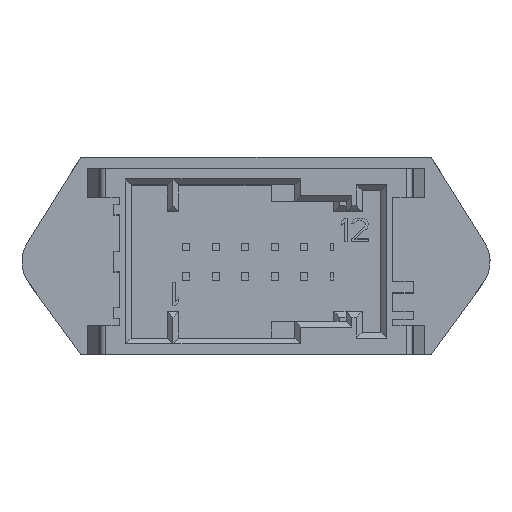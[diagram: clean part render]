
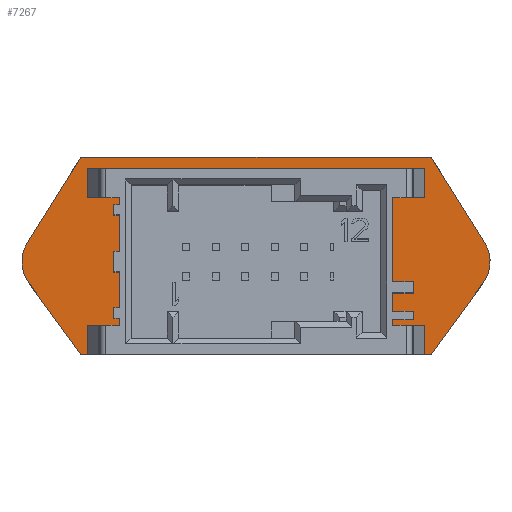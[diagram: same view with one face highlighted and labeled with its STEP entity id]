
A CAD part, top view. The second image highlights one B-rep face of the part: STEP entity #7267.
In plain terms, the highlighted planar face has unit normal (0, 0, 1).
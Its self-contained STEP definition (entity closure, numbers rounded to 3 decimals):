
#314=DIRECTION('',(0.,1.,0.));
#315=VECTOR('',#314,3.);
#316=CARTESIAN_POINT('',(11.4,-8.,-14.3));
#317=LINE('',#316,#315);
#334=DIRECTION('',(0.,1.,0.));
#335=VECTOR('',#334,1.6);
#336=CARTESIAN_POINT('',(11.4,-4.3,-14.3));
#337=LINE('',#336,#335);
#354=DIRECTION('',(0.,1.,0.));
#355=VECTOR('',#354,9.75);
#356=CARTESIAN_POINT('',(11.4,-1.75,-14.3));
#357=LINE('',#356,#355);
#362=DIRECTION('',(1.,0.,0.));
#363=VECTOR('',#362,1.8);
#364=CARTESIAN_POINT('',(11.4,-5.,-14.3));
#365=LINE('',#364,#363);
#366=DIRECTION('',(0.,1.,0.));
#367=VECTOR('',#366,0.7);
#368=CARTESIAN_POINT('',(13.2,-5.,-14.3));
#369=LINE('',#368,#367);
#370=DIRECTION('',(-1.,0.,0.));
#371=VECTOR('',#370,1.8);
#372=CARTESIAN_POINT('',(13.2,-4.3,-14.3));
#373=LINE('',#372,#371);
#374=DIRECTION('',(1.,0.,0.));
#375=VECTOR('',#374,1.8);
#376=CARTESIAN_POINT('',(11.4,-2.7,-14.3));
#377=LINE('',#376,#375);
#378=DIRECTION('',(0.,1.,0.));
#379=VECTOR('',#378,0.95);
#380=CARTESIAN_POINT('',(13.2,-2.7,-14.3));
#381=LINE('',#380,#379);
#382=DIRECTION('',(-1.,0.,0.));
#383=VECTOR('',#382,1.8);
#384=CARTESIAN_POINT('',(13.2,-1.75,-14.3));
#385=LINE('',#384,#383);
#386=DIRECTION('',(0.,-1.,0.));
#387=VECTOR('',#386,0.4);
#388=CARTESIAN_POINT('',(10.4,8.,-14.3));
#389=LINE('',#388,#387);
#390=DIRECTION('',(1.,0.,0.));
#391=VECTOR('',#390,3.332);
#392=CARTESIAN_POINT('',(-15.432,-8.,-14.3));
#393=LINE('',#392,#391);
#394=DIRECTION('',(-0.587,0.81,0.));
#395=VECTOR('',#394,7.633);
#396=CARTESIAN_POINT('',(-15.432,-8.,-14.3));
#397=LINE('',#396,#395);
#398=CARTESIAN_POINT('',(-17.4,0.,-14.3));
#399=DIRECTION('',(0.,0.,-1.));
#400=DIRECTION('',(-0.81,-0.587,0.));
#401=AXIS2_PLACEMENT_3D('',#398,#399,#400);
#403=DIRECTION('',(0.53,0.848,0.));
#404=VECTOR('',#403,8.676);
#405=CARTESIAN_POINT('',(-20.029,1.643,-14.3));
#406=LINE('',#405,#404);
#407=DIRECTION('',(1.,0.,0.));
#408=VECTOR('',#407,30.163);
#409=CARTESIAN_POINT('',(-15.432,9.,-14.3));
#410=LINE('',#409,#408);
#411=DIRECTION('',(0.53,-0.848,0.));
#412=VECTOR('',#411,8.676);
#413=CARTESIAN_POINT('',(14.732,9.,-14.3));
#414=LINE('',#413,#412);
#415=CARTESIAN_POINT('',(16.7,0.,-14.3));
#416=DIRECTION('',(0.,0.,-1.));
#417=DIRECTION('',(0.848,0.53,0.));
#418=AXIS2_PLACEMENT_3D('',#415,#416,#417);
#420=DIRECTION('',(-0.587,-0.81,0.));
#421=VECTOR('',#420,7.633);
#422=CARTESIAN_POINT('',(19.21,-1.819,-14.3));
#423=LINE('',#422,#421);
#424=DIRECTION('',(1.,0.,0.));
#425=VECTOR('',#424,3.332);
#426=CARTESIAN_POINT('',(11.4,-8.,-14.3));
#427=LINE('',#426,#425);
#482=DIRECTION('',(1.,0.,0.));
#483=VECTOR('',#482,10.1);
#484=CARTESIAN_POINT('',(-12.1,8.,-14.3));
#485=LINE('',#484,#483);
#498=DIRECTION('',(1.,0.,0.));
#499=VECTOR('',#498,1.);
#500=CARTESIAN_POINT('',(10.4,8.,-14.3));
#501=LINE('',#500,#499);
#628=DIRECTION('',(0.,-1.,0.));
#629=VECTOR('',#628,3.1);
#630=CARTESIAN_POINT('',(-12.1,8.,-14.3));
#631=LINE('',#630,#629);
#644=DIRECTION('',(-1.,0.,0.));
#645=VECTOR('',#644,0.5);
#646=CARTESIAN_POINT('',(-12.1,4.9,-14.3));
#647=LINE('',#646,#645);
#652=DIRECTION('',(0.,-1.,0.));
#653=VECTOR('',#652,0.9);
#654=CARTESIAN_POINT('',(-12.6,4.9,-14.3));
#655=LINE('',#654,#653);
#660=DIRECTION('',(1.,0.,0.));
#661=VECTOR('',#660,0.5);
#662=CARTESIAN_POINT('',(-12.6,4.,-14.3));
#663=LINE('',#662,#661);
#668=DIRECTION('',(0.,-1.,0.));
#669=VECTOR('',#668,3.1);
#670=CARTESIAN_POINT('',(-12.1,4.,-14.3));
#671=LINE('',#670,#669);
#676=DIRECTION('',(-1.,0.,0.));
#677=VECTOR('',#676,0.5);
#678=CARTESIAN_POINT('',(-12.1,0.9,-14.3));
#679=LINE('',#678,#677);
#684=DIRECTION('',(0.,-1.,0.));
#685=VECTOR('',#684,1.8);
#686=CARTESIAN_POINT('',(-12.6,0.9,-14.3));
#687=LINE('',#686,#685);
#692=DIRECTION('',(1.,0.,0.));
#693=VECTOR('',#692,0.5);
#694=CARTESIAN_POINT('',(-12.6,-0.9,-14.3));
#695=LINE('',#694,#693);
#700=DIRECTION('',(0.,-1.,0.));
#701=VECTOR('',#700,3.1);
#702=CARTESIAN_POINT('',(-12.1,-0.9,-14.3));
#703=LINE('',#702,#701);
#708=DIRECTION('',(-1.,0.,0.));
#709=VECTOR('',#708,0.5);
#710=CARTESIAN_POINT('',(-12.1,-4.,-14.3));
#711=LINE('',#710,#709);
#716=DIRECTION('',(0.,-1.,0.));
#717=VECTOR('',#716,0.9);
#718=CARTESIAN_POINT('',(-12.6,-4.,-14.3));
#719=LINE('',#718,#717);
#724=DIRECTION('',(1.,0.,0.));
#725=VECTOR('',#724,0.5);
#726=CARTESIAN_POINT('',(-12.6,-4.9,-14.3));
#727=LINE('',#726,#725);
#740=DIRECTION('',(0.,-1.,0.));
#741=VECTOR('',#740,3.1);
#742=CARTESIAN_POINT('',(-12.1,-4.9,-14.3));
#743=LINE('',#742,#741);
#1184=DIRECTION('',(-1.,0.,0.));
#1185=VECTOR('',#1184,12.4);
#1186=CARTESIAN_POINT('',(10.4,7.6,-14.3));
#1187=LINE('',#1186,#1185);
#1196=DIRECTION('',(0.,-1.,0.));
#1197=VECTOR('',#1196,0.4);
#1198=CARTESIAN_POINT('',(-2.,8.,-14.3));
#1199=LINE('',#1198,#1197);
#5490=CARTESIAN_POINT('',(19.21,-1.819,-14.3));
#5491=CARTESIAN_POINT('',(14.732,-8.,-14.3));
#5492=VERTEX_POINT('',#5490);
#5493=VERTEX_POINT('',#5491);
#5494=CARTESIAN_POINT('',(19.329,1.643,-14.3));
#5495=VERTEX_POINT('',#5494);
#5496=CARTESIAN_POINT('',(14.732,9.,-14.3));
#5497=VERTEX_POINT('',#5496);
#5498=CARTESIAN_POINT('',(-15.432,9.,-14.3));
#5499=VERTEX_POINT('',#5498);
#5500=CARTESIAN_POINT('',(-20.029,1.643,-14.3));
#5501=VERTEX_POINT('',#5500);
#5502=CARTESIAN_POINT('',(-19.91,-1.819,-14.3));
#5503=VERTEX_POINT('',#5502);
#5504=CARTESIAN_POINT('',(-15.432,-8.,-14.3));
#5505=VERTEX_POINT('',#5504);
#5506=CARTESIAN_POINT('',(-12.1,-4.9,-14.3));
#5507=VERTEX_POINT('',#5506);
#5508=CARTESIAN_POINT('',(-12.6,-4.9,-14.3));
#5509=VERTEX_POINT('',#5508);
#5510=CARTESIAN_POINT('',(-12.6,-4.,-14.3));
#5511=VERTEX_POINT('',#5510);
#5512=CARTESIAN_POINT('',(-12.1,-4.,-14.3));
#5513=VERTEX_POINT('',#5512);
#5514=CARTESIAN_POINT('',(-12.1,-0.9,-14.3));
#5515=VERTEX_POINT('',#5514);
#5516=CARTESIAN_POINT('',(-12.6,-0.9,-14.3));
#5517=VERTEX_POINT('',#5516);
#5518=CARTESIAN_POINT('',(-12.6,0.9,-14.3));
#5519=VERTEX_POINT('',#5518);
#5520=CARTESIAN_POINT('',(-12.1,0.9,-14.3));
#5521=VERTEX_POINT('',#5520);
#5522=CARTESIAN_POINT('',(-12.1,4.,-14.3));
#5523=VERTEX_POINT('',#5522);
#5524=CARTESIAN_POINT('',(-12.6,4.,-14.3));
#5525=VERTEX_POINT('',#5524);
#5526=CARTESIAN_POINT('',(-12.6,4.9,-14.3));
#5527=VERTEX_POINT('',#5526);
#5528=CARTESIAN_POINT('',(-12.1,4.9,-14.3));
#5529=VERTEX_POINT('',#5528);
#5531=CARTESIAN_POINT('',(11.4,-8.,-14.3));
#5533=VERTEX_POINT('',#5531);
#5535=CARTESIAN_POINT('',(-12.1,-8.,-14.3));
#5537=VERTEX_POINT('',#5535);
#5539=CARTESIAN_POINT('',(-12.1,8.,-14.3));
#5541=VERTEX_POINT('',#5539);
#5543=CARTESIAN_POINT('',(11.4,8.,-14.3));
#5545=VERTEX_POINT('',#5543);
#5858=CARTESIAN_POINT('',(11.4,-5.,-14.3));
#5860=VERTEX_POINT('',#5858);
#5862=CARTESIAN_POINT('',(11.4,-4.3,-14.3));
#5864=VERTEX_POINT('',#5862);
#5866=CARTESIAN_POINT('',(11.4,-2.7,-14.3));
#5868=VERTEX_POINT('',#5866);
#5870=CARTESIAN_POINT('',(11.4,-1.75,-14.3));
#5872=VERTEX_POINT('',#5870);
#5874=CARTESIAN_POINT('',(13.2,-5.,-14.3));
#5875=VERTEX_POINT('',#5874);
#5876=CARTESIAN_POINT('',(13.2,-4.3,-14.3));
#5877=VERTEX_POINT('',#5876);
#5878=CARTESIAN_POINT('',(13.2,-2.7,-14.3));
#5879=VERTEX_POINT('',#5878);
#5880=CARTESIAN_POINT('',(13.2,-1.75,-14.3));
#5881=VERTEX_POINT('',#5880);
#6529=CARTESIAN_POINT('',(10.4,7.6,-14.3));
#6531=VERTEX_POINT('',#6529);
#6532=CARTESIAN_POINT('',(-2.,7.6,-14.3));
#6533=VERTEX_POINT('',#6532);
#6536=CARTESIAN_POINT('',(10.4,8.,-14.3));
#6538=VERTEX_POINT('',#6536);
#6540=CARTESIAN_POINT('',(-2.,8.,-14.3));
#6542=VERTEX_POINT('',#6540);
#7193=CARTESIAN_POINT('',(0.,0.,-14.3));
#7194=DIRECTION('',(0.,0.,1.));
#7195=DIRECTION('',(0.,1.,0.));
#7196=AXIS2_PLACEMENT_3D('',#7193,#7194,#7195);
#7197=PLANE('',#7196);
#7198=ORIENTED_EDGE('',*,*,#7174,.T.);
#7199=ORIENTED_EDGE('',*,*,#7184,.T.);
#7201=ORIENTED_EDGE('',*,*,#7200,.T.);
#7202=ORIENTED_EDGE('',*,*,#7141,.T.);
#7204=ORIENTED_EDGE('',*,*,#7203,.T.);
#7206=ORIENTED_EDGE('',*,*,#7205,.T.);
#7208=ORIENTED_EDGE('',*,*,#7207,.T.);
#7209=ORIENTED_EDGE('',*,*,#7160,.T.);
#7211=ORIENTED_EDGE('',*,*,#7210,.F.);
#7213=ORIENTED_EDGE('',*,*,#7212,.T.);
#7215=ORIENTED_EDGE('',*,*,#7214,.T.);
#7217=ORIENTED_EDGE('',*,*,#7216,.F.);
#7219=ORIENTED_EDGE('',*,*,#7218,.F.);
#7221=ORIENTED_EDGE('',*,*,#7220,.T.);
#7223=ORIENTED_EDGE('',*,*,#7222,.T.);
#7225=ORIENTED_EDGE('',*,*,#7224,.T.);
#7227=ORIENTED_EDGE('',*,*,#7226,.T.);
#7229=ORIENTED_EDGE('',*,*,#7228,.T.);
#7231=ORIENTED_EDGE('',*,*,#7230,.T.);
#7233=ORIENTED_EDGE('',*,*,#7232,.T.);
#7235=ORIENTED_EDGE('',*,*,#7234,.T.);
#7237=ORIENTED_EDGE('',*,*,#7236,.T.);
#7239=ORIENTED_EDGE('',*,*,#7238,.T.);
#7241=ORIENTED_EDGE('',*,*,#7240,.T.);
#7243=ORIENTED_EDGE('',*,*,#7242,.T.);
#7245=ORIENTED_EDGE('',*,*,#7244,.T.);
#7247=ORIENTED_EDGE('',*,*,#7246,.F.);
#7249=ORIENTED_EDGE('',*,*,#7248,.T.);
#7251=ORIENTED_EDGE('',*,*,#7250,.T.);
#7253=ORIENTED_EDGE('',*,*,#7252,.T.);
#7255=ORIENTED_EDGE('',*,*,#7254,.T.);
#7257=ORIENTED_EDGE('',*,*,#7256,.T.);
#7259=ORIENTED_EDGE('',*,*,#7258,.T.);
#7261=ORIENTED_EDGE('',*,*,#7260,.T.);
#7263=ORIENTED_EDGE('',*,*,#7262,.F.);
#7264=ORIENTED_EDGE('',*,*,#7119,.T.);
#7265=EDGE_LOOP('',(#7198,#7199,#7201,#7202,#7204,#7206,#7208,#7209,#7211,#7213,
#7215,#7217,#7219,#7221,#7223,#7225,#7227,#7229,#7231,#7233,#7235,#7237,#7239,
#7241,#7243,#7245,#7247,#7249,#7251,#7253,#7255,#7257,#7259,#7261,#7263,#7264));
#7266=FACE_OUTER_BOUND('',#7265,.F.);
#402=CIRCLE('',#401,3.1);
#419=CIRCLE('',#418,3.1);
#7119=EDGE_CURVE('',#5533,#5860,#317,.T.);
#7141=EDGE_CURVE('',#5864,#5868,#337,.T.);
#7160=EDGE_CURVE('',#5872,#5545,#357,.T.);
#7174=EDGE_CURVE('',#5860,#5875,#365,.T.);
#7184=EDGE_CURVE('',#5875,#5877,#369,.T.);
#7200=EDGE_CURVE('',#5877,#5864,#373,.T.);
#7203=EDGE_CURVE('',#5868,#5879,#377,.T.);
#7205=EDGE_CURVE('',#5879,#5881,#381,.T.);
#7207=EDGE_CURVE('',#5881,#5872,#385,.T.);
#7210=EDGE_CURVE('',#6538,#5545,#501,.T.);
#7212=EDGE_CURVE('',#6538,#6531,#389,.T.);
#7214=EDGE_CURVE('',#6531,#6533,#1187,.T.);
#7216=EDGE_CURVE('',#6542,#6533,#1199,.T.);
#7218=EDGE_CURVE('',#5541,#6542,#485,.T.);
#7220=EDGE_CURVE('',#5541,#5529,#631,.T.);
#7222=EDGE_CURVE('',#5529,#5527,#647,.T.);
#7224=EDGE_CURVE('',#5527,#5525,#655,.T.);
#7226=EDGE_CURVE('',#5525,#5523,#663,.T.);
#7228=EDGE_CURVE('',#5523,#5521,#671,.T.);
#7230=EDGE_CURVE('',#5521,#5519,#679,.T.);
#7232=EDGE_CURVE('',#5519,#5517,#687,.T.);
#7234=EDGE_CURVE('',#5517,#5515,#695,.T.);
#7236=EDGE_CURVE('',#5515,#5513,#703,.T.);
#7238=EDGE_CURVE('',#5513,#5511,#711,.T.);
#7240=EDGE_CURVE('',#5511,#5509,#719,.T.);
#7242=EDGE_CURVE('',#5509,#5507,#727,.T.);
#7244=EDGE_CURVE('',#5507,#5537,#743,.T.);
#7246=EDGE_CURVE('',#5505,#5537,#393,.T.);
#7248=EDGE_CURVE('',#5505,#5503,#397,.T.);
#7250=EDGE_CURVE('',#5503,#5501,#402,.T.);
#7252=EDGE_CURVE('',#5501,#5499,#406,.T.);
#7254=EDGE_CURVE('',#5499,#5497,#410,.T.);
#7256=EDGE_CURVE('',#5497,#5495,#414,.T.);
#7258=EDGE_CURVE('',#5495,#5492,#419,.T.);
#7260=EDGE_CURVE('',#5492,#5493,#423,.T.);
#7262=EDGE_CURVE('',#5533,#5493,#427,.T.);
#7267=ADVANCED_FACE('',(#7266),#7197,.T.);
